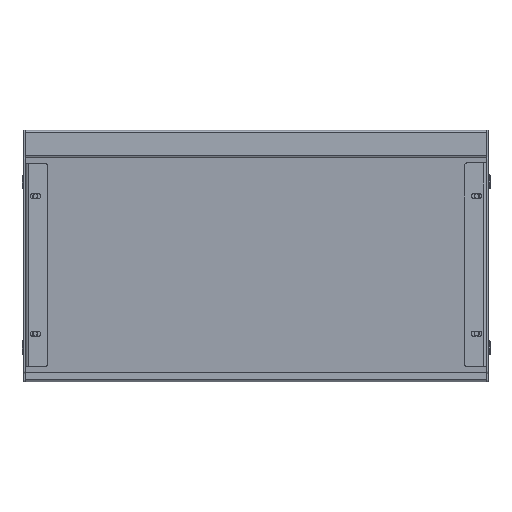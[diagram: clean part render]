
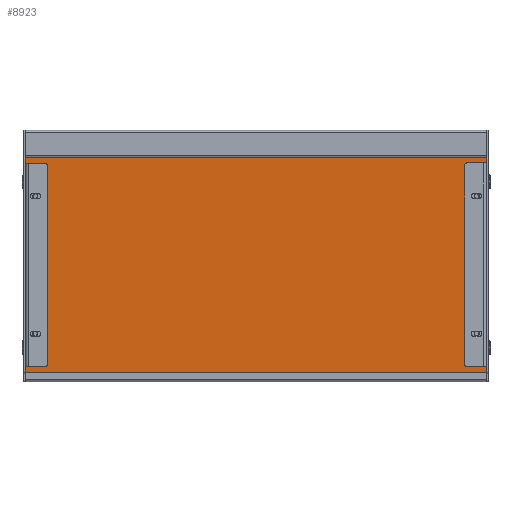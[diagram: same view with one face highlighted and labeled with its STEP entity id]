
A CAD part, front view. The second image highlights one B-rep face of the part: STEP entity #8923.
In plain terms, the highlighted planar face has unit normal (0, -0.998, -0.07).
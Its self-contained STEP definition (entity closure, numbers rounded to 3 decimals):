
#7 = DIRECTION ( 'NONE',  ( 0., 0.07, -0.998 ) ) ;
#82 = VERTEX_POINT ( 'NONE', #13481 ) ;
#92 = VECTOR ( 'NONE', #454, 1000. ) ;
#376 = ORIENTED_EDGE ( 'NONE', *, *, #11400, .F. ) ;
#454 = DIRECTION ( 'NONE',  ( 0., -0.07, 0.998 ) ) ;
#475 = ORIENTED_EDGE ( 'NONE', *, *, #5862, .F. ) ;
#942 = EDGE_CURVE ( 'NONE', #9275, #82, #6874, .T. ) ;
#1147 = DIRECTION ( 'NONE',  ( -1., 0., 0. ) ) ;
#1335 = CARTESIAN_POINT ( 'NONE',  ( -251.5, 18.2, -2.988 ) ) ;
#2416 = FACE_OUTER_BOUND ( 'NONE', #9144, .T. ) ;
#3182 = PLANE ( 'NONE',  #5318 ) ;
#3332 = CARTESIAN_POINT ( 'NONE',  ( 251.5, 36.915, -270.615 ) ) ;
#4368 = EDGE_CURVE ( 'NONE', #5536, #9275, #5952, .T. ) ;
#5318 = AXIS2_PLACEMENT_3D ( 'NONE', #13059, #7684, #7 ) ;
#5536 = VERTEX_POINT ( 'NONE', #13016 ) ;
#5862 = EDGE_CURVE ( 'NONE', #10535, #5536, #11711, .T. ) ;
#5952 = LINE ( 'NONE', #6919, #92 ) ;
#6339 = CARTESIAN_POINT ( 'NONE',  ( 251.5, 37.139, -273.826 ) ) ;
#6820 = VECTOR ( 'NONE', #8933, 1000. ) ;
#6874 = LINE ( 'NONE', #1335, #6820 ) ;
#6919 = CARTESIAN_POINT ( 'NONE',  ( -251.5, 18.096, -1.5 ) ) ;
#7559 = ORIENTED_EDGE ( 'NONE', *, *, #942, .F. ) ;
#7684 = DIRECTION ( 'NONE',  ( 0., -0.998, -0.07 ) ) ;
#7734 = VECTOR ( 'NONE', #1147, 1000. ) ;
#8026 = VECTOR ( 'NONE', #10573, 1000. ) ;
#8309 = CARTESIAN_POINT ( 'NONE',  ( -251.5, 18.2, -2.988 ) ) ;
#8923 = ADVANCED_FACE ( 'NONE', ( #2416 ), #3182, .T. ) ;
#8933 = DIRECTION ( 'NONE',  ( 1., 0., 0. ) ) ;
#9001 = ORIENTED_EDGE ( 'NONE', *, *, #4368, .F. ) ;
#9144 = EDGE_LOOP ( 'NONE', ( #9001, #475, #376, #7559 ) ) ;
#9275 = VERTEX_POINT ( 'NONE', #8309 ) ;
#9704 = LINE ( 'NONE', #6339, #8026 ) ;
#10535 = VERTEX_POINT ( 'NONE', #10978 ) ;
#10573 = DIRECTION ( 'NONE',  ( 0., 0.07, -0.998 ) ) ;
#10978 = CARTESIAN_POINT ( 'NONE',  ( 251.5, 36.915, -270.615 ) ) ;
#11400 = EDGE_CURVE ( 'NONE', #82, #10535, #9704, .T. ) ;
#11711 = LINE ( 'NONE', #3332, #7734 ) ;
#13016 = CARTESIAN_POINT ( 'NONE',  ( -251.5, 36.915, -270.615 ) ) ;
#13059 = CARTESIAN_POINT ( 'NONE',  ( 0., 17.897, 1.357 ) ) ;
#13481 = CARTESIAN_POINT ( 'NONE',  ( 251.5, 18.2, -2.988 ) ) ;
